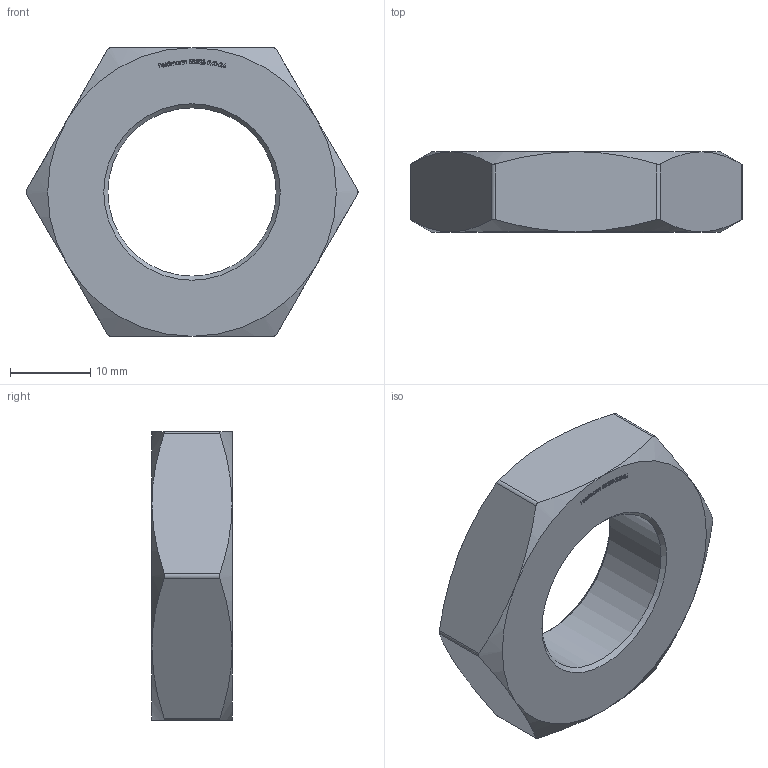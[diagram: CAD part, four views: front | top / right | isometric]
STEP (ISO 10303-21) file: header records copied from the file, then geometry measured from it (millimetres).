
FILE_DESCRIPTION (( 'STEP AP203' ), '1' );
FILE_NAME ('58323-240-24.step', '2023-11-03T08:53:24', ( '' ), ( '' ), 'SwSTEP 2.0', 'SolidWorks 2018', '' );
FILE_SCHEMA (( 'CONFIG_CONTROL_DESIGN' ));
Length unit declared in the file: millimetre
Products named in the file (1): 58323-240-24
Bounding box: 41.41 x 10 x 36 mm (x, y, z)
Volume: 7641.3 mm3; surface area: 3317.8 mm2
Topology: 1 solids, 1 shells, 303 faces, 805 edges, 532 vertices
Faces by surface type: plane 154, bspline 128, cone 14, cylinder 7
Full cylindrical faces by diameter (mm): 21 x1
Entity records: 16345 total; most frequent: CARTESIAN_POINT 9682, ORIENTED_EDGE 1604, DIRECTION 878, EDGE_CURVE 802, VERTEX_POINT 532, VECTOR 494, LINE 494, EDGE_LOOP 336
